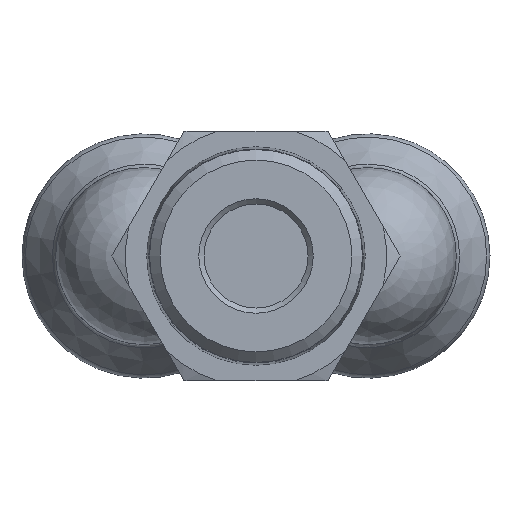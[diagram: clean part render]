
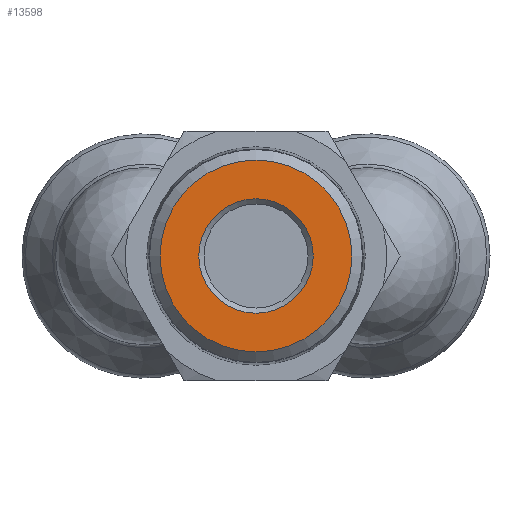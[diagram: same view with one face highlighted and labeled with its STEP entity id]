
A CAD part, front view. The second image highlights one B-rep face of the part: STEP entity #13598.
In plain terms, the highlighted face is planar.
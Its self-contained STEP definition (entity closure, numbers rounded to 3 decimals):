
#13567=CARTESIAN_POINT('',(-39.45,0.,-5.5));
#13568=VERTEX_POINT('',#13567);
#13569=CARTESIAN_POINT('',(-39.45,0.,0.0));
#13570=DIRECTION('',(-1.0,0.0,0.0));
#13571=DIRECTION('',(0.0,0.0,1.0));
#13572=AXIS2_PLACEMENT_3D('',#13569,#13570,#13571);
#13573=CIRCLE('',#13572,5.5);
#13574=EDGE_CURVE('',#13568,#13568,#13573,.T.);
#13579=CARTESIAN_POINT('',(-39.45,5.111,0.0));
#13580=DIRECTION('',(-1.0,0.0,0.0));
#13581=DIRECTION('',(0.0,0.0,1.0));
#13582=AXIS2_PLACEMENT_3D('',#13579,#13580,#13581);
#13583=PLANE('',#13582);
#13584=CARTESIAN_POINT('',(-39.45,9.222,0.));
#13585=VERTEX_POINT('',#13584);
#13586=CARTESIAN_POINT('',(-39.45,0.,0.0));
#13587=DIRECTION('',(1.0,0.0,0.0));
#13588=DIRECTION('',(0.0,-1.0,0.0));
#13589=AXIS2_PLACEMENT_3D('',#13586,#13587,#13588);
#13590=CIRCLE('',#13589,9.223);
#13591=EDGE_CURVE('',#13585,#13585,#13590,.T.);
#13592=ORIENTED_EDGE('',*,*,#13591,.F.);
#13593=EDGE_LOOP('',(#13592));
#13594=FACE_OUTER_BOUND('',#13593,.T.);
#13595=ORIENTED_EDGE('',*,*,#13574,.F.);
#13596=EDGE_LOOP('',(#13595));
#13597=FACE_BOUND('',#13596,.T.);
#13598=ADVANCED_FACE('',(#13594,#13597),#13583,.T.);
